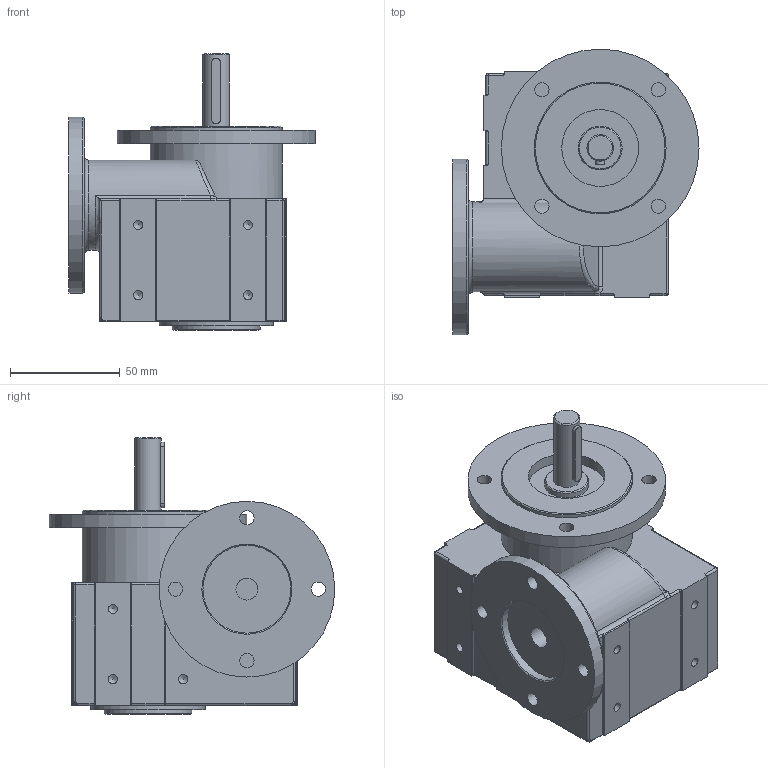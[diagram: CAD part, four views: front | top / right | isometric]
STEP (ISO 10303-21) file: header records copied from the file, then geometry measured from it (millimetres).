
FILE_DESCRIPTION((''),'2;1');
FILE_NAME('A31_25W_B52F90_M1.ipt.stp','2010-03-02T08:41:50',('INDUR'),(''),'Autodesk Inventor 2010','Autodesk Inventor 2010','');
FILE_SCHEMA(('CONFIG_CONTROL_DESIGN'));
Length unit declared in the file: millimetre
Products named in the file (1): A31_25W_B52F90_M1
Bounding box: 112 x 130 x 126 mm (x, y, z)
Volume: 660404.1 mm3; surface area: 70372.7 mm2
Topology: 1 solids, 1 shells, 366 faces, 958 edges, 614 vertices
Faces by surface type: plane 138, bspline 127, cylinder 84, cone 13, sphere 3, torus 1
Full cylindrical faces by diameter (mm): 4.134 x8, 10 x1, 12 x1, 20 x1, 35 x1, 40 x2, 41 x1, 52 x1, 60 x2, 80 x1, 90 x1
Entity records: 14080 total; most frequent: CARTESIAN_POINT 5965, ORIENTED_EDGE 1690, DIRECTION 1476, EDGE_CURVE 845, VERTEX_POINT 576, AXIS2_PLACEMENT_3D 507, EDGE_LOOP 477, VECTOR 462
